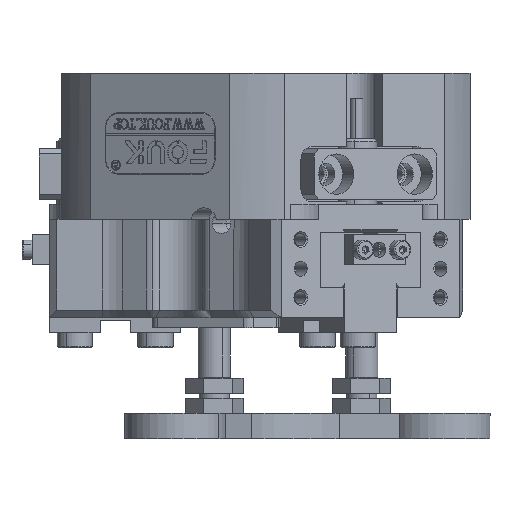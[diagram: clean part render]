
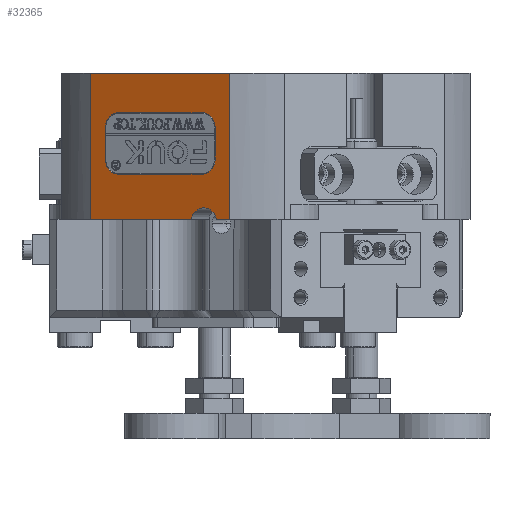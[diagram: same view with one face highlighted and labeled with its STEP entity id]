
A CAD part, front view. The second image highlights one B-rep face of the part: STEP entity #32365.
In plain terms, the highlighted planar face has unit normal (-0.5, -0.866, 0).
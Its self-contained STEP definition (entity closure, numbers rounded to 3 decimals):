
#1212 = CIRCLE ( 'NONE', #33530, 3. ) ;
#1661 = DIRECTION ( 'NONE',  ( 0., 0., 1. ) ) ;
#1857 = CARTESIAN_POINT ( 'NONE',  ( -23.972, -41.816, 71.228 ) ) ;
#2052 = LINE ( 'NONE', #40183, #43643 ) ;
#2486 = VECTOR ( 'NONE', #4956, 1000. ) ;
#4709 = LINE ( 'NONE', #1857, #17036 ) ;
#4807 = FACE_OUTER_BOUND ( 'NONE', #13970, .T. ) ;
#4956 = DIRECTION ( 'NONE',  ( 0., 0., -1. ) ) ;
#5542 = CARTESIAN_POINT ( 'NONE',  ( -15.196, -46.883, 140.728 ) ) ;
#5914 = DIRECTION ( 'NONE',  ( -0.866, 0.5, 0. ) ) ;
#6342 = VERTEX_POINT ( 'NONE', #52538 ) ;
#6881 = EDGE_CURVE ( 'NONE', #53941, #19821, #10947, .T. ) ;
#7488 = LINE ( 'NONE', #43176, #50406 ) ;
#7680 = VERTEX_POINT ( 'NONE', #47360 ) ;
#8139 = DIRECTION ( 'NONE',  ( -0.866, 0.5, 0. ) ) ;
#8222 = ORIENTED_EDGE ( 'NONE', *, *, #39284, .F. ) ;
#8891 = CARTESIAN_POINT ( 'NONE',  ( -46.115, -29.032, 99.728 ) ) ;
#9105 = CARTESIAN_POINT ( 'NONE',  ( -29.141, -38.832, 90.028 ) ) ;
#9360 = CARTESIAN_POINT ( 'NONE',  ( -23.972, -41.816, 119.728 ) ) ;
#9655 = LINE ( 'NONE', #42166, #2486 ) ;
#10381 = DIRECTION ( 'NONE',  ( 0.866, -0.5, 0. ) ) ;
#10793 = VECTOR ( 'NONE', #12982, 1000. ) ;
#10947 = CIRCLE ( 'NONE', #11508, 3. ) ;
#11508 = AXIS2_PLACEMENT_3D ( 'NONE', #24189, #53403, #28360 ) ;
#11886 = LINE ( 'NONE', #23805, #22232 ) ;
#12982 = DIRECTION ( 'NONE',  ( -0.866, 0.5, 0. ) ) ;
#13970 = EDGE_LOOP ( 'NONE', ( #36455, #34121, #48634, #45268, #35585, #40522 ) ) ;
#14302 = EDGE_CURVE ( 'NONE', #17357, #19067, #26568, .T. ) ;
#14513 = DIRECTION ( 'NONE',  ( 0.866, -0.5, 0. ) ) ;
#14525 = EDGE_CURVE ( 'NONE', #23521, #17357, #51362, .T. ) ;
#15094 = DIRECTION ( 'NONE',  ( -0.5, -0.866, 0. ) ) ;
#15596 = CIRCLE ( 'NONE', #50657, 3. ) ;
#15597 = LINE ( 'NONE', #39397, #22085 ) ;
#15836 = AXIS2_PLACEMENT_3D ( 'NONE', #9105, #50395, #38146 ) ;
#15846 = FACE_BOUND ( 'NONE', #18967, .T. ) ;
#15913 = CARTESIAN_POINT ( 'NONE',  ( -31.667, -37.373, 90.728 ) ) ;
#16490 = CARTESIAN_POINT ( 'NONE',  ( -26.889, -40.132, 102.728 ) ) ;
#17036 = VECTOR ( 'NONE', #1661, 1000. ) ;
#17054 = DIRECTION ( 'NONE',  ( 0.866, -0.5, 0. ) ) ;
#17357 = VERTEX_POINT ( 'NONE', #33385 ) ;
#17394 = ORIENTED_EDGE ( 'NONE', *, *, #14302, .F. ) ;
#18967 = EDGE_LOOP ( 'NONE', ( #8222, #46440, #25801, #39598, #17394, #52142, #36562, #31547 ) ) ;
#19067 = VERTEX_POINT ( 'NONE', #44714 ) ;
#19821 = VERTEX_POINT ( 'NONE', #28932 ) ;
#20526 = LINE ( 'NONE', #21486, #10793 ) ;
#21486 = CARTESIAN_POINT ( 'NONE',  ( -26.763, -40.205, 90.728 ) ) ;
#22085 = VECTOR ( 'NONE', #30853, 1000. ) ;
#22232 = VECTOR ( 'NONE', #39969, 1000. ) ;
#23287 = CIRCLE ( 'NONE', #15836, 3. ) ;
#23521 = VERTEX_POINT ( 'NONE', #47166 ) ;
#23805 = CARTESIAN_POINT ( 'NONE',  ( -26.763, -40.205, 90.728 ) ) ;
#24189 = CARTESIAN_POINT ( 'NONE',  ( -29.487, -38.632, 108.928 ) ) ;
#24397 = LINE ( 'NONE', #51553, #52079 ) ;
#25801 = ORIENTED_EDGE ( 'NONE', *, *, #48254, .F. ) ;
#26293 = DIRECTION ( 'NONE',  ( -0.5, -0.866, 0. ) ) ;
#26568 = LINE ( 'NONE', #8891, #35009 ) ;
#27035 = CARTESIAN_POINT ( 'NONE',  ( -26.889, -40.132, 108.928 ) ) ;
#27137 = VERTEX_POINT ( 'NONE', #9360 ) ;
#28072 = CARTESIAN_POINT ( 'NONE',  ( -23.972, -41.816, 90.728 ) ) ;
#28360 = DIRECTION ( 'NONE',  ( -0.866, 0.5, 0. ) ) ;
#28543 = CARTESIAN_POINT ( 'NONE',  ( -51.63, -25.848, 119.728 ) ) ;
#28932 = CARTESIAN_POINT ( 'NONE',  ( -29.487, -38.632, 111.928 ) ) ;
#29170 = VERTEX_POINT ( 'NONE', #16490 ) ;
#29994 = EDGE_CURVE ( 'NONE', #51478, #7680, #11886, .T. ) ;
#30133 = CARTESIAN_POINT ( 'NONE',  ( -51.63, -25.848, 90.728 ) ) ;
#30431 = EDGE_CURVE ( 'NONE', #27137, #48662, #2052, .T. ) ;
#30662 = VERTEX_POINT ( 'NONE', #15913 ) ;
#30750 = PLANE ( 'NONE',  #35531 ) ;
#30853 = DIRECTION ( 'NONE',  ( 0., 0., -1. ) ) ;
#30934 = DIRECTION ( 'NONE',  ( 0., 0., 1. ) ) ;
#31547 = ORIENTED_EDGE ( 'NONE', *, *, #34712, .F. ) ;
#32074 = DIRECTION ( 'NONE',  ( 0.866, -0.5, 0. ) ) ;
#32365 = ADVANCED_FACE ( 'NONE', ( #15846, #4807 ), #30750, .F. ) ;
#33385 = CARTESIAN_POINT ( 'NONE',  ( -46.115, -29.032, 99.728 ) ) ;
#33530 = AXIS2_PLACEMENT_3D ( 'NONE', #43034, #26293, #14513 ) ;
#34121 = ORIENTED_EDGE ( 'NONE', *, *, #35721, .F. ) ;
#34712 = EDGE_CURVE ( 'NONE', #6342, #47473, #15596, .T. ) ;
#34735 = DIRECTION ( 'NONE',  ( 0.5, 0.866, 0. ) ) ;
#35009 = VECTOR ( 'NONE', #17054, 1000. ) ;
#35531 = AXIS2_PLACEMENT_3D ( 'NONE', #5542, #34735, #5914 ) ;
#35585 = ORIENTED_EDGE ( 'NONE', *, *, #30431, .T. ) ;
#35721 = EDGE_CURVE ( 'NONE', #7680, #30662, #23287, .T. ) ;
#35756 = EDGE_CURVE ( 'NONE', #19067, #29170, #1212, .T. ) ;
#36455 = ORIENTED_EDGE ( 'NONE', *, *, #53020, .F. ) ;
#36562 = ORIENTED_EDGE ( 'NONE', *, *, #40161, .F. ) ;
#38146 = DIRECTION ( 'NONE',  ( 0.866, -0.5, 0. ) ) ;
#39284 = EDGE_CURVE ( 'NONE', #19821, #6342, #7488, .T. ) ;
#39397 = CARTESIAN_POINT ( 'NONE',  ( -51.63, -25.848, 71.228 ) ) ;
#39598 = ORIENTED_EDGE ( 'NONE', *, *, #35756, .F. ) ;
#39779 = CARTESIAN_POINT ( 'NONE',  ( -46.115, -29.032, 108.928 ) ) ;
#39969 = DIRECTION ( 'NONE',  ( -0.866, 0.5, 0. ) ) ;
#40161 = EDGE_CURVE ( 'NONE', #47473, #23521, #9655, .T. ) ;
#40183 = CARTESIAN_POINT ( 'NONE',  ( -37.801, -33.832, 119.728 ) ) ;
#40522 = ORIENTED_EDGE ( 'NONE', *, *, #42876, .T. ) ;
#42166 = CARTESIAN_POINT ( 'NONE',  ( -48.713, -27.532, 108.928 ) ) ;
#42876 = EDGE_CURVE ( 'NONE', #48662, #51799, #15597, .T. ) ;
#43034 = CARTESIAN_POINT ( 'NONE',  ( -29.487, -38.632, 102.728 ) ) ;
#43176 = CARTESIAN_POINT ( 'NONE',  ( -46.115, -29.032, 111.928 ) ) ;
#43643 = VECTOR ( 'NONE', #8139, 1000. ) ;
#43758 = CARTESIAN_POINT ( 'NONE',  ( -46.115, -29.032, 102.728 ) ) ;
#44714 = CARTESIAN_POINT ( 'NONE',  ( -29.487, -38.632, 99.728 ) ) ;
#44872 = AXIS2_PLACEMENT_3D ( 'NONE', #43758, #48504, #32074 ) ;
#45268 = ORIENTED_EDGE ( 'NONE', *, *, #48879, .T. ) ;
#46440 = ORIENTED_EDGE ( 'NONE', *, *, #6881, .F. ) ;
#47166 = CARTESIAN_POINT ( 'NONE',  ( -48.713, -27.532, 102.728 ) ) ;
#47360 = CARTESIAN_POINT ( 'NONE',  ( -26.614, -40.291, 90.728 ) ) ;
#47473 = VERTEX_POINT ( 'NONE', #50341 ) ;
#48254 = EDGE_CURVE ( 'NONE', #29170, #53941, #24397, .T. ) ;
#48504 = DIRECTION ( 'NONE',  ( -0.5, -0.866, 0. ) ) ;
#48634 = ORIENTED_EDGE ( 'NONE', *, *, #29994, .F. ) ;
#48662 = VERTEX_POINT ( 'NONE', #28543 ) ;
#48879 = EDGE_CURVE ( 'NONE', #51478, #27137, #4709, .T. ) ;
#50341 = CARTESIAN_POINT ( 'NONE',  ( -48.713, -27.532, 108.928 ) ) ;
#50395 = DIRECTION ( 'NONE',  ( -0.5, -0.866, 0. ) ) ;
#50406 = VECTOR ( 'NONE', #51593, 1000. ) ;
#50657 = AXIS2_PLACEMENT_3D ( 'NONE', #39779, #15094, #10381 ) ;
#51362 = CIRCLE ( 'NONE', #44872, 3. ) ;
#51478 = VERTEX_POINT ( 'NONE', #28072 ) ;
#51553 = CARTESIAN_POINT ( 'NONE',  ( -26.889, -40.132, 108.928 ) ) ;
#51593 = DIRECTION ( 'NONE',  ( -0.866, 0.5, 0. ) ) ;
#51799 = VERTEX_POINT ( 'NONE', #30133 ) ;
#52079 = VECTOR ( 'NONE', #30934, 1000. ) ;
#52142 = ORIENTED_EDGE ( 'NONE', *, *, #14525, .F. ) ;
#52538 = CARTESIAN_POINT ( 'NONE',  ( -46.115, -29.032, 111.928 ) ) ;
#53020 = EDGE_CURVE ( 'NONE', #30662, #51799, #20526, .T. ) ;
#53403 = DIRECTION ( 'NONE',  ( -0.5, -0.866, 0. ) ) ;
#53941 = VERTEX_POINT ( 'NONE', #27035 ) ;
